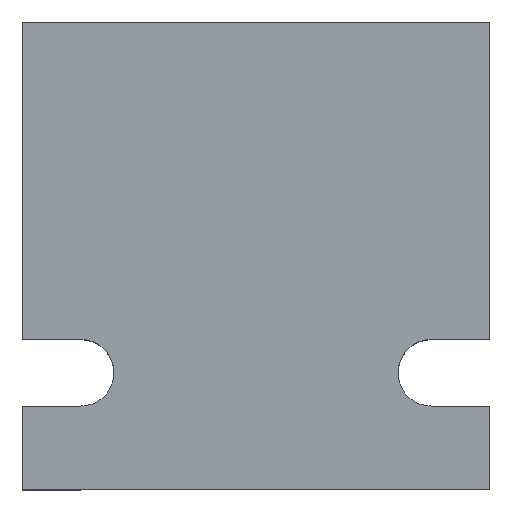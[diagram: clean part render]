
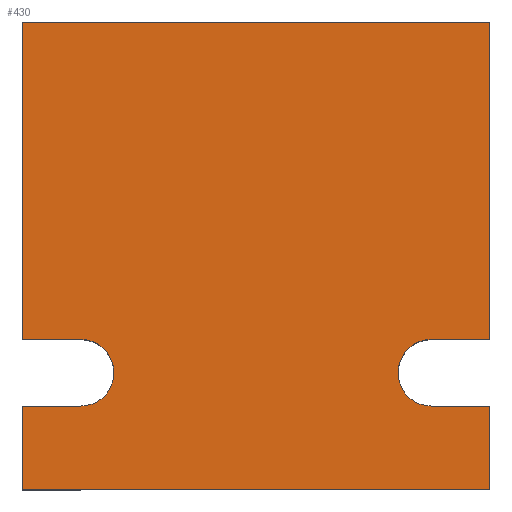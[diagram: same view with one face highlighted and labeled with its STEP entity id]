
A CAD part, top view. The second image highlights one B-rep face of the part: STEP entity #430.
In plain terms, the highlighted planar face has unit normal (0, 0, 1).
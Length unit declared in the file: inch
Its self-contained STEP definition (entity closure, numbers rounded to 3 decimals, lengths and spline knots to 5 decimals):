
#79=CARTESIAN_POINT('',(0.75,0.6425,0.5));
#80=VERTEX_POINT('',#79);
#81=CARTESIAN_POINT('',(1.0,0.6425,0.5));
#82=VERTEX_POINT('',#81);
#83=CARTESIAN_POINT('',(0.75,0.6425,0.5));
#84=DIRECTION('',(1.0,0.0,0.0));
#85=VECTOR('',#84,0.25);
#86=LINE('',#83,#85);
#87=EDGE_CURVE('',#80,#82,#86,.T.);
#119=CARTESIAN_POINT('',(0.75,0.3575,0.5));
#120=VERTEX_POINT('',#119);
#121=CARTESIAN_POINT('',(0.75,0.5,0.5));
#122=DIRECTION('',(0.0,0.0,-1.0));
#123=DIRECTION('',(0.0,1.0,0.0));
#124=AXIS2_PLACEMENT_3D('',#121,#122,#123);
#125=CIRCLE('',#124,0.1425);
#126=EDGE_CURVE('',#120,#80,#125,.T.);
#152=CARTESIAN_POINT('',(1.,0.3575,0.5));
#153=VERTEX_POINT('',#152);
#154=CARTESIAN_POINT('',(1.,0.3575,0.5));
#155=DIRECTION('',(-1.0,0.0,0.0));
#156=VECTOR('',#155,0.25);
#157=LINE('',#154,#156);
#158=EDGE_CURVE('',#153,#120,#157,.T.);
#183=CARTESIAN_POINT('',(-0.75,0.3575,0.5));
#184=VERTEX_POINT('',#183);
#185=CARTESIAN_POINT('',(-1.,0.3575,0.5));
#186=VERTEX_POINT('',#185);
#187=CARTESIAN_POINT('',(-0.75,0.3575,0.5));
#188=DIRECTION('',(-1.0,0.0,0.0));
#189=VECTOR('',#188,0.25);
#190=LINE('',#187,#189);
#191=EDGE_CURVE('',#184,#186,#190,.T.);
#223=CARTESIAN_POINT('',(-0.75,0.6425,0.5));
#224=VERTEX_POINT('',#223);
#225=CARTESIAN_POINT('',(-0.75,0.5,0.5));
#226=DIRECTION('',(0.0,0.0,-1.0));
#227=DIRECTION('',(0.0,-1.0,0.0));
#228=AXIS2_PLACEMENT_3D('',#225,#226,#227);
#229=CIRCLE('',#228,0.1425);
#230=EDGE_CURVE('',#224,#184,#229,.T.);
#256=CARTESIAN_POINT('',(-1.,0.6425,0.5));
#257=VERTEX_POINT('',#256);
#258=CARTESIAN_POINT('',(-1.,0.6425,0.5));
#259=DIRECTION('',(1.0,0.0,0.0));
#260=VECTOR('',#259,0.25);
#261=LINE('',#258,#260);
#262=EDGE_CURVE('',#257,#224,#261,.T.);
#328=CARTESIAN_POINT('',(1.,2.,0.5));
#329=VERTEX_POINT('',#328);
#336=CARTESIAN_POINT('',(1.,2.,0.5));
#337=DIRECTION('',(0.0,-1.0,0.0));
#338=VECTOR('',#337,1.3575);
#339=LINE('',#336,#338);
#340=EDGE_CURVE('',#329,#82,#339,.T.);
#380=CARTESIAN_POINT('',(0.,1.,0.5));
#381=DIRECTION('',(0.0,0.0,1.0));
#382=DIRECTION('',(1.0,0.0,0.0));
#383=AXIS2_PLACEMENT_3D('',#380,#381,#382);
#384=PLANE('',#383);
#385=ORIENTED_EDGE('',*,*,#158,.T.);
#386=ORIENTED_EDGE('',*,*,#126,.T.);
#387=ORIENTED_EDGE('',*,*,#87,.T.);
#388=ORIENTED_EDGE('',*,*,#340,.F.);
#389=CARTESIAN_POINT('',(-1.,2.0,0.5));
#390=VERTEX_POINT('',#389);
#391=CARTESIAN_POINT('',(-1.,2.0,0.5));
#392=DIRECTION('',(1.0,0.0,0.0));
#393=VECTOR('',#392,2.);
#394=LINE('',#391,#393);
#395=EDGE_CURVE('',#390,#329,#394,.T.);
#396=ORIENTED_EDGE('',*,*,#395,.F.);
#397=CARTESIAN_POINT('',(-1.,0.6425,0.5));
#398=DIRECTION('',(0.0,1.0,0.0));
#399=VECTOR('',#398,1.3575);
#400=LINE('',#397,#399);
#401=EDGE_CURVE('',#257,#390,#400,.T.);
#402=ORIENTED_EDGE('',*,*,#401,.F.);
#403=ORIENTED_EDGE('',*,*,#262,.T.);
#404=ORIENTED_EDGE('',*,*,#230,.T.);
#405=ORIENTED_EDGE('',*,*,#191,.T.);
#406=CARTESIAN_POINT('',(-1.,0.,0.5));
#407=VERTEX_POINT('',#406);
#408=CARTESIAN_POINT('',(-1.,0.,0.5));
#409=DIRECTION('',(0.0,1.0,0.0));
#410=VECTOR('',#409,0.3575);
#411=LINE('',#408,#410);
#412=EDGE_CURVE('',#407,#186,#411,.T.);
#413=ORIENTED_EDGE('',*,*,#412,.F.);
#414=CARTESIAN_POINT('',(1.,0.,0.5));
#415=VERTEX_POINT('',#414);
#416=CARTESIAN_POINT('',(1.,0.,0.5));
#417=DIRECTION('',(-1.0,0.0,0.0));
#418=VECTOR('',#417,2.0);
#419=LINE('',#416,#418);
#420=EDGE_CURVE('',#415,#407,#419,.T.);
#421=ORIENTED_EDGE('',*,*,#420,.F.);
#422=CARTESIAN_POINT('',(1.,0.3575,0.5));
#423=DIRECTION('',(0.0,-1.0,0.0));
#424=VECTOR('',#423,0.3575);
#425=LINE('',#422,#424);
#426=EDGE_CURVE('',#153,#415,#425,.T.);
#427=ORIENTED_EDGE('',*,*,#426,.F.);
#428=EDGE_LOOP('',(#385,#386,#387,#388,#396,#402,#403,#404,#405,#413,#421,#427));
#429=FACE_OUTER_BOUND('',#428,.T.);
#430=ADVANCED_FACE('',(#429),#384,.T.);
